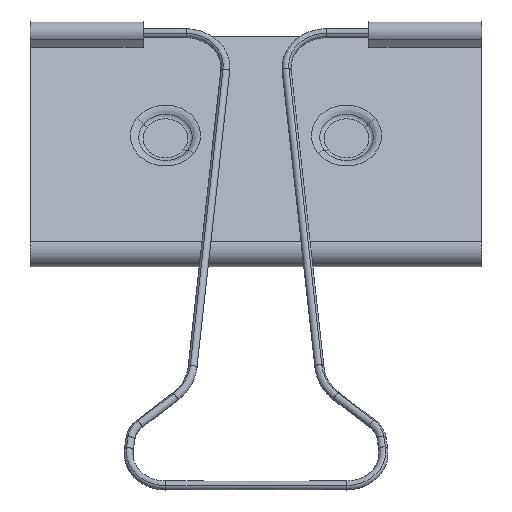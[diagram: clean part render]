
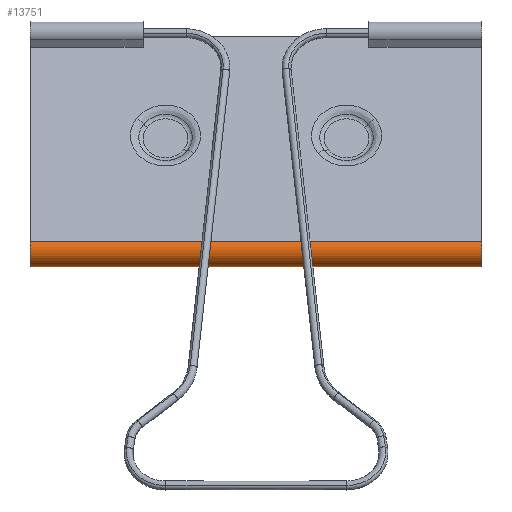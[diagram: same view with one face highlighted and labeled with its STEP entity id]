
A CAD part, left-side view. The second image highlights one B-rep face of the part: STEP entity #13751.
In plain terms, the highlighted face is a revolution surface.
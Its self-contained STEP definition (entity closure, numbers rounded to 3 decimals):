
#13751 = ADVANCED_FACE('',(#13752),#13767,.T.);
#13752 = FACE_BOUND('',#13753,.T.);
#13753 = EDGE_LOOP('',(#13754,#13781,#13797,#13814));
#13754 = ORIENTED_EDGE('',*,*,#13755,.T.);
#13755 = EDGE_CURVE('',#13756,#13758,#13760,.T.);
#13756 = VERTEX_POINT('',#13757);
#13757 = CARTESIAN_POINT('',(-11.299,-20.,2.25));
#13758 = VERTEX_POINT('',#13759);
#13759 = CARTESIAN_POINT('',(-10.,-20.,0.));
#13760 = SURFACE_CURVE('',#13761,(#13766),.PCURVE_S1.);
#13761 = CIRCLE('',#13762,1.5);
#13762 = AXIS2_PLACEMENT_3D('',#13763,#13764,#13765);
#13763 = CARTESIAN_POINT('',(-10.,-20.,1.5));
#13764 = DIRECTION('',(0.,-1.,0.));
#13765 = DIRECTION('',(-0.866,0.,0.5));
#13766 = PCURVE('',#13767,#13775);
#13767 = SURFACE_OF_REVOLUTION('',#13768,#13772);
#13768 = LINE('',#13769,#13770);
#13769 = CARTESIAN_POINT('',(-10.,-20.,0.));
#13770 = VECTOR('',#13771,1.);
#13771 = DIRECTION('',(0.,1.,0.));
#13772 = AXIS1_PLACEMENT('',#13773,#13774);
#13773 = CARTESIAN_POINT('',(-10.,0.,1.5));
#13774 = DIRECTION('',(0.,-1.,0.));
#13775 = DEFINITIONAL_REPRESENTATION('',(#13776),#13780);
#13776 = LINE('',#13777,#13778);
#13777 = CARTESIAN_POINT('',(4.189,0.));
#13778 = VECTOR('',#13779,1.);
#13779 = DIRECTION('',(1.,0.));
#13780 = ( GEOMETRIC_REPRESENTATION_CONTEXT(2) 
PARAMETRIC_REPRESENTATION_CONTEXT() REPRESENTATION_CONTEXT('2D SPACE',''
  ) );
#13781 = ORIENTED_EDGE('',*,*,#13782,.T.);
#13782 = EDGE_CURVE('',#13758,#13783,#13785,.T.);
#13783 = VERTEX_POINT('',#13784);
#13784 = CARTESIAN_POINT('',(-10.,20.,0.));
#13785 = SURFACE_CURVE('',#13786,(#13790),.PCURVE_S1.);
#13786 = LINE('',#13787,#13788);
#13787 = CARTESIAN_POINT('',(-10.,-20.,0.));
#13788 = VECTOR('',#13789,1.);
#13789 = DIRECTION('',(0.,1.,0.));
#13790 = PCURVE('',#13767,#13791);
#13791 = DEFINITIONAL_REPRESENTATION('',(#13792),#13796);
#13792 = LINE('',#13793,#13794);
#13793 = CARTESIAN_POINT('',(6.283,0.));
#13794 = VECTOR('',#13795,1.);
#13795 = DIRECTION('',(0.,1.));
#13796 = ( GEOMETRIC_REPRESENTATION_CONTEXT(2) 
PARAMETRIC_REPRESENTATION_CONTEXT() REPRESENTATION_CONTEXT('2D SPACE',''
  ) );
#13797 = ORIENTED_EDGE('',*,*,#13798,.T.);
#13798 = EDGE_CURVE('',#13783,#13799,#13801,.T.);
#13799 = VERTEX_POINT('',#13800);
#13800 = CARTESIAN_POINT('',(-11.299,20.,2.25));
#13801 = SURFACE_CURVE('',#13802,(#13807),.PCURVE_S1.);
#13802 = CIRCLE('',#13803,1.5);
#13803 = AXIS2_PLACEMENT_3D('',#13804,#13805,#13806);
#13804 = CARTESIAN_POINT('',(-10.,20.,1.5));
#13805 = DIRECTION('',(0.,1.,0.));
#13806 = DIRECTION('',(0.,0.,-1.));
#13807 = PCURVE('',#13767,#13808);
#13808 = DEFINITIONAL_REPRESENTATION('',(#13809),#13813);
#13809 = LINE('',#13810,#13811);
#13810 = CARTESIAN_POINT('',(6.283,40.));
#13811 = VECTOR('',#13812,1.);
#13812 = DIRECTION('',(-1.,0.));
#13813 = ( GEOMETRIC_REPRESENTATION_CONTEXT(2) 
PARAMETRIC_REPRESENTATION_CONTEXT() REPRESENTATION_CONTEXT('2D SPACE',''
  ) );
#13814 = ORIENTED_EDGE('',*,*,#13815,.T.);
#13815 = EDGE_CURVE('',#13799,#13756,#13816,.T.);
#13816 = SURFACE_CURVE('',#13817,(#13821),.PCURVE_S1.);
#13817 = LINE('',#13818,#13819);
#13818 = CARTESIAN_POINT('',(-11.299,20.,2.25));
#13819 = VECTOR('',#13820,1.);
#13820 = DIRECTION('',(0.,-1.,0.));
#13821 = PCURVE('',#13767,#13822);
#13822 = DEFINITIONAL_REPRESENTATION('',(#13823),#13827);
#13823 = LINE('',#13824,#13825);
#13824 = CARTESIAN_POINT('',(4.189,40.));
#13825 = VECTOR('',#13826,1.);
#13826 = DIRECTION('',(0.,-1.));
#13827 = ( GEOMETRIC_REPRESENTATION_CONTEXT(2) 
PARAMETRIC_REPRESENTATION_CONTEXT() REPRESENTATION_CONTEXT('2D SPACE',''
  ) );
